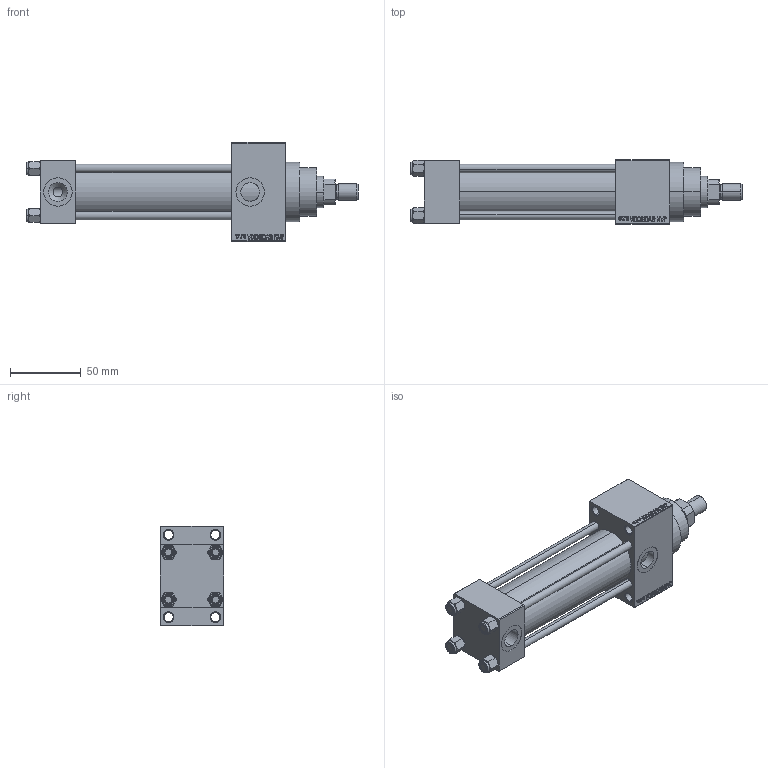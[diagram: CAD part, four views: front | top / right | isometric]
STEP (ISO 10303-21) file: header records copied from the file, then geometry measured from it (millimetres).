
FILE_DESCRIPTION (( 'STEP AP203' ), '1' );
FILE_NAME ('6cb2.STEP', '2023-08-23T05:59:31', ( '' ), ( '' ), 'SwSTEP 2.0', 'SolidWorks 2019', '' );
FILE_SCHEMA (( 'CONFIG_CONTROL_DESIGN' ));
Length unit declared in the file: millimetre
Products named in the file (7): V215CR_D_Body f4497a6de1c71800bafb3fe9d0a25be7; V215_VC_A f4497a6de1c71800bafb3fe9d0a25be7; ROD_END_E f4497a6de1c71800bafb3fe9d0a25be7; 6cb2; NUT_M5_D f4497a6de1c71800bafb3fe9d0a25be7; V215CR_VCP_D f4497a6de1c71800bafb3fe9d0a25be7; V215CR_D_TYCINKA f4497a6de1c71800bafb3fe9d0a25be7
Assembly tree (12 placements, depth 2):
  6cb2
    V215CR_D_Body f4497a6de1c71800bafb3fe9d0a25be7
    V215CR_VCP_D f4497a6de1c71800bafb3fe9d0a25be7
    NUT_M5_D f4497a6de1c71800bafb3fe9d0a25be7  x4
    V215CR_D_TYCINKA f4497a6de1c71800bafb3fe9d0a25be7  x4
    V215_VC_A f4497a6de1c71800bafb3fe9d0a25be7
    ROD_END_E f4497a6de1c71800bafb3fe9d0a25be7
Bounding box: 234 x 45 x 70 mm (x, y, z)
Volume: 295737.8 mm3; surface area: 102169 mm2
Topology: 12 solids, 12 shells, 1117 faces, 2770 edges, 1791 vertices
Faces by surface type: plane 500, bspline 368, cone 146, cylinder 93, torus 10
Entity records: 47611 total; most frequent: CARTESIAN_POINT 25106, ORIENTED_EDGE 5032, DIRECTION 3260, EDGE_CURVE 2516, VERTEX_POINT 1647, LINE 1510, VECTOR 1510, EDGE_LOOP 1131
